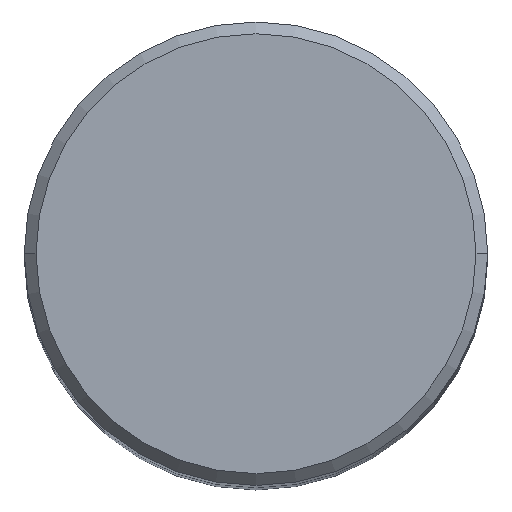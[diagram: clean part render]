
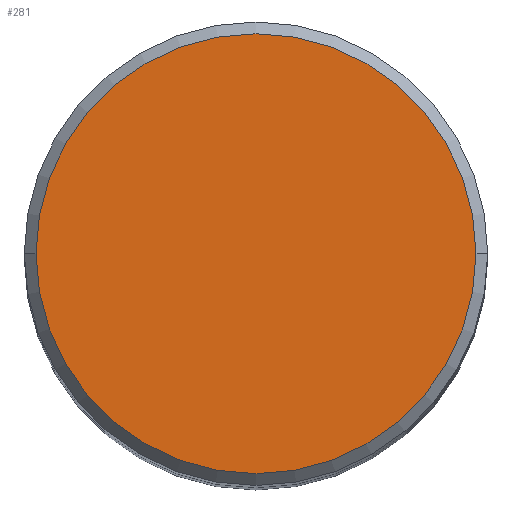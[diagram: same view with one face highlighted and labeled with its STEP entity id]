
A CAD part, top view. The second image highlights one B-rep face of the part: STEP entity #281.
In plain terms, the highlighted planar face has unit normal (0, 0, 1).
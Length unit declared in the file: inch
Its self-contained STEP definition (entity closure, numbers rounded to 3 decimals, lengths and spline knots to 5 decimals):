
#54 = FACE_OUTER_BOUND ( 'NONE', #66, .T. ) ;
#58 = EDGE_CURVE ( 'NONE', #79, #234, #142, .T. ) ;
#66 = EDGE_LOOP ( 'NONE', ( #169, #96 ) ) ;
#79 = VERTEX_POINT ( 'NONE', #219 ) ;
#89 = CARTESIAN_POINT ( 'NONE',  ( 0., 0., 0. ) ) ;
#90 = CARTESIAN_POINT ( 'NONE',  ( 0., 0., 0. ) ) ;
#93 = DIRECTION ( 'NONE',  ( 0., 0., 1. ) ) ;
#96 = ORIENTED_EDGE ( 'NONE', *, *, #120, .T. ) ;
#98 = DIRECTION ( 'NONE',  ( -1., 0., 0. ) ) ;
#120 = EDGE_CURVE ( 'NONE', #234, #79, #333, .T. ) ;
#142 = CIRCLE ( 'NONE', #188, 0.3737 ) ;
#156 = AXIS2_PLACEMENT_3D ( 'NONE', #89, #255, #301 ) ;
#169 = ORIENTED_EDGE ( 'NONE', *, *, #58, .T. ) ;
#188 = AXIS2_PLACEMENT_3D ( 'NONE', #90, #93, #223 ) ;
#196 = PLANE ( 'NONE',  #217 ) ;
#217 = AXIS2_PLACEMENT_3D ( 'NONE', #224, #314, #98 ) ;
#219 = CARTESIAN_POINT ( 'NONE',  ( -0.3737, 0., 0. ) ) ;
#223 = DIRECTION ( 'NONE',  ( 1., 0., 0. ) ) ;
#224 = CARTESIAN_POINT ( 'NONE',  ( 0., 0.3737, 0. ) ) ;
#227 = CARTESIAN_POINT ( 'NONE',  ( 0.3737, 0., 0. ) ) ;
#234 = VERTEX_POINT ( 'NONE', #227 ) ;
#255 = DIRECTION ( 'NONE',  ( 0., 0., 1. ) ) ;
#281 = ADVANCED_FACE ( 'NONE', ( #54 ), #196, .F. ) ;
#301 = DIRECTION ( 'NONE',  ( 1., 0., 0. ) ) ;
#314 = DIRECTION ( 'NONE',  ( 0., 0., -1. ) ) ;
#333 = CIRCLE ( 'NONE', #156, 0.3737 ) ;
